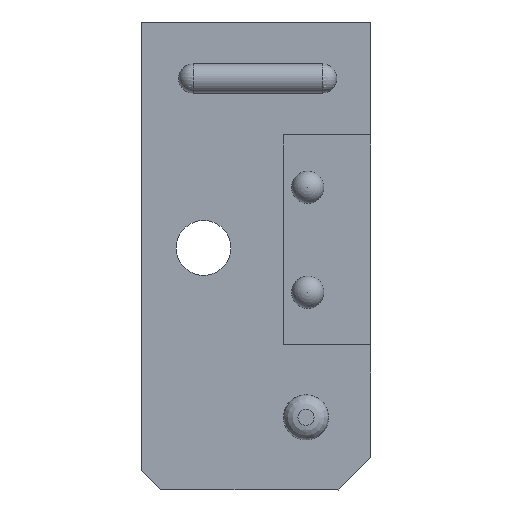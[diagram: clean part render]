
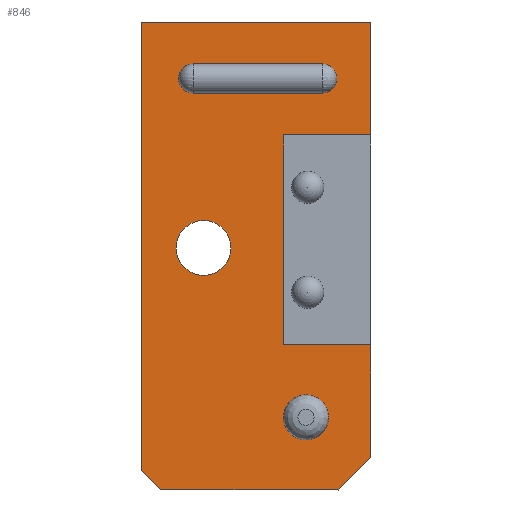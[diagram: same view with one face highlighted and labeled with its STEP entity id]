
A CAD part, left-side view. The second image highlights one B-rep face of the part: STEP entity #846.
In plain terms, the highlighted planar face has unit normal (-1, 0, 0).
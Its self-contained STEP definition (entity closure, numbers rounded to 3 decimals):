
#18=FACE_BOUND('',#182,.T.);
#19=FACE_BOUND('',#183,.T.);
#20=FACE_BOUND('',#184,.T.);
#56=CIRCLE('',#867,1.4);
#61=CIRCLE('',#877,0.9);
#62=CIRCLE('',#881,0.9);
#73=CIRCLE('',#902,1.7);
#131=FACE_OUTER_BOUND('',#181,.T.);
#181=EDGE_LOOP('',(#760,#761,#762,#763,#764,#765,#766,#767,#768,#769));
#182=EDGE_LOOP('',(#770,#771,#772,#773));
#183=EDGE_LOOP('',(#774));
#184=EDGE_LOOP('',(#775));
#197=LINE('',#1250,#275);
#198=LINE('',#1253,#276);
#214=LINE('',#1433,#292);
#218=LINE('',#1441,#296);
#230=LINE('',#1465,#308);
#241=LINE('',#1487,#319);
#248=LINE('',#1502,#326);
#250=LINE('',#1506,#328);
#257=LINE('',#1516,#335);
#259=LINE('',#1522,#337);
#261=LINE('',#1525,#339);
#262=LINE('',#1527,#340);
#275=VECTOR('',#989,10.);
#276=VECTOR('',#992,10.);
#292=VECTOR('',#1084,10.);
#296=VECTOR('',#1088,10.);
#308=VECTOR('',#1104,10.);
#319=VECTOR('',#1125,10.);
#326=VECTOR('',#1142,10.);
#328=VECTOR('',#1146,10.);
#335=VECTOR('',#1157,10.);
#337=VECTOR('',#1165,10.);
#339=VECTOR('',#1169,10.);
#340=VECTOR('',#1172,10.);
#350=VERTEX_POINT('',#1224);
#355=VERTEX_POINT('',#1242);
#356=VERTEX_POINT('',#1244);
#357=VERTEX_POINT('',#1248);
#358=VERTEX_POINT('',#1252);
#381=VERTEX_POINT('',#1401);
#391=VERTEX_POINT('',#1431);
#392=VERTEX_POINT('',#1432);
#395=VERTEX_POINT('',#1438);
#396=VERTEX_POINT('',#1440);
#405=VERTEX_POINT('',#1463);
#406=VERTEX_POINT('',#1464);
#412=VERTEX_POINT('',#1486);
#415=VERTEX_POINT('',#1501);
#416=VERTEX_POINT('',#1505);
#418=VERTEX_POINT('',#1521);
#430=EDGE_CURVE('',#350,#350,#56,.T.);
#438=EDGE_CURVE('',#356,#355,#61,.T.);
#441=EDGE_CURVE('',#355,#357,#197,.T.);
#442=EDGE_CURVE('',#358,#356,#198,.T.);
#444=EDGE_CURVE('',#357,#358,#62,.T.);
#475=EDGE_CURVE('',#381,#381,#73,.T.);
#488=EDGE_CURVE('',#391,#392,#214,.T.);
#492=EDGE_CURVE('',#396,#395,#218,.T.);
#504=EDGE_CURVE('',#405,#406,#230,.T.);
#516=EDGE_CURVE('',#412,#391,#241,.T.);
#523=EDGE_CURVE('',#412,#415,#248,.T.);
#525=EDGE_CURVE('',#392,#416,#250,.T.);
#532=EDGE_CURVE('',#416,#405,#257,.T.);
#534=EDGE_CURVE('',#406,#418,#259,.T.);
#536=EDGE_CURVE('',#418,#396,#261,.T.);
#537=EDGE_CURVE('',#395,#415,#262,.T.);
#760=ORIENTED_EDGE('',*,*,#534,.T.);
#761=ORIENTED_EDGE('',*,*,#536,.T.);
#762=ORIENTED_EDGE('',*,*,#492,.T.);
#763=ORIENTED_EDGE('',*,*,#537,.T.);
#764=ORIENTED_EDGE('',*,*,#523,.F.);
#765=ORIENTED_EDGE('',*,*,#516,.T.);
#766=ORIENTED_EDGE('',*,*,#488,.T.);
#767=ORIENTED_EDGE('',*,*,#525,.T.);
#768=ORIENTED_EDGE('',*,*,#532,.T.);
#769=ORIENTED_EDGE('',*,*,#504,.T.);
#770=ORIENTED_EDGE('',*,*,#442,.T.);
#771=ORIENTED_EDGE('',*,*,#438,.T.);
#772=ORIENTED_EDGE('',*,*,#441,.T.);
#773=ORIENTED_EDGE('',*,*,#444,.T.);
#774=ORIENTED_EDGE('',*,*,#430,.T.);
#775=ORIENTED_EDGE('',*,*,#475,.T.);
#799=PLANE('',#938);
#846=ADVANCED_FACE('',(#131,#18,#19,#20),#799,.T.);
#867=AXIS2_PLACEMENT_3D('',#1226,#960,#961);
#877=AXIS2_PLACEMENT_3D('',#1245,#983,#984);
#881=AXIS2_PLACEMENT_3D('',#1256,#996,#997);
#902=AXIS2_PLACEMENT_3D('',#1403,#1049,#1050);
#938=AXIS2_PLACEMENT_3D('',#1528,#1173,#1174);
#960=DIRECTION('center_axis',(1.,0.,0.));
#961=DIRECTION('ref_axis',(0.,0.,
-1.));
#983=DIRECTION('center_axis',(1.,0.,0.));
#984=DIRECTION('ref_axis',(0.,0.,
-1.));
#989=DIRECTION('',(0.,-1.,0.));
#992=DIRECTION('',(0.,1.,0.));
#996=DIRECTION('center_axis',(1.,0.,0.));
#997=DIRECTION('ref_axis',(0.,-1.,0.));
#1049=DIRECTION('center_axis',(1.,0.,0.));
#1050=DIRECTION('ref_axis',(0.,0.,
-1.));
#1084=DIRECTION('',(0.,0.,1.));
#1088=DIRECTION('',(0.,0.,1.));
#1104=DIRECTION('',(0.,-0.707,-0.707));
#1125=DIRECTION('',(0.,-1.,0.));
#1142=DIRECTION('',(0.,0.,-1.));
#1146=DIRECTION('',(0.,1.,0.));
#1157=DIRECTION('',(0.,0.,-1.));
#1165=DIRECTION('',(0.,-1.,0.));
#1169=DIRECTION('',(0.,-0.707,0.707));
#1172=DIRECTION('',(0.,1.,0.));
#1173=DIRECTION('center_axis',(-1.,0.,0.));
#1174=DIRECTION('ref_axis',(0.,0.,1.));
#1224=CARTESIAN_POINT('',(83.857,137.902,-19.7));
#1226=CARTESIAN_POINT('Origin',(83.857,137.902,-21.1));
#1242=CARTESIAN_POINT('',(83.857,144.902,0.8));
#1244=CARTESIAN_POINT('',(83.857,144.902,-1.));
#1245=CARTESIAN_POINT('Origin',(83.857,144.902,-0.1));
#1248=CARTESIAN_POINT('',(83.857,136.902,0.8));
#1250=CARTESIAN_POINT('',(83.857,145.902,0.8));
#1252=CARTESIAN_POINT('',(83.857,136.902,-1.));
#1253=CARTESIAN_POINT('',(83.857,149.902,-1.));
#1256=CARTESIAN_POINT('Origin',(83.857,136.902,-0.1));
#1401=CARTESIAN_POINT('',(83.857,144.252,-8.9));
#1403=CARTESIAN_POINT('Origin',(83.857,144.252,-10.6));
#1431=CARTESIAN_POINT('',(83.857,133.902,-3.6));
#1432=CARTESIAN_POINT('',(83.857,133.902,3.4));
#1433=CARTESIAN_POINT('',(83.857,133.902,-7.257));
#1438=CARTESIAN_POINT('',(83.857,133.902,-16.6));
#1440=CARTESIAN_POINT('',(83.857,133.902,-23.6));
#1441=CARTESIAN_POINT('',(83.857,133.902,-7.257));
#1463=CARTESIAN_POINT('',(83.857,148.102,-24.4));
#1464=CARTESIAN_POINT('',(83.857,146.902,-25.6));
#1465=CARTESIAN_POINT('',(83.857,150.824,-21.679));
#1486=CARTESIAN_POINT('',(83.857,139.295,-3.6));
#1487=CARTESIAN_POINT('',(83.857,144.402,-3.6));
#1501=CARTESIAN_POINT('',(83.857,139.295,-16.6));
#1502=CARTESIAN_POINT('',(83.857,139.295,-6.85));
#1505=CARTESIAN_POINT('',(83.857,148.102,3.4));
#1506=CARTESIAN_POINT('',(83.857,147.902,3.4));
#1516=CARTESIAN_POINT('',(83.857,148.102,-4.257));
#1521=CARTESIAN_POINT('',(83.857,135.902,-25.6));
#1522=CARTESIAN_POINT('',(83.857,149.852,-25.6));
#1525=CARTESIAN_POINT('',(83.857,138.481,-28.179));
#1527=CARTESIAN_POINT('',(83.857,144.402,-16.6));
#1528=CARTESIAN_POINT('Origin',(83.857,154.902,-18.914));
